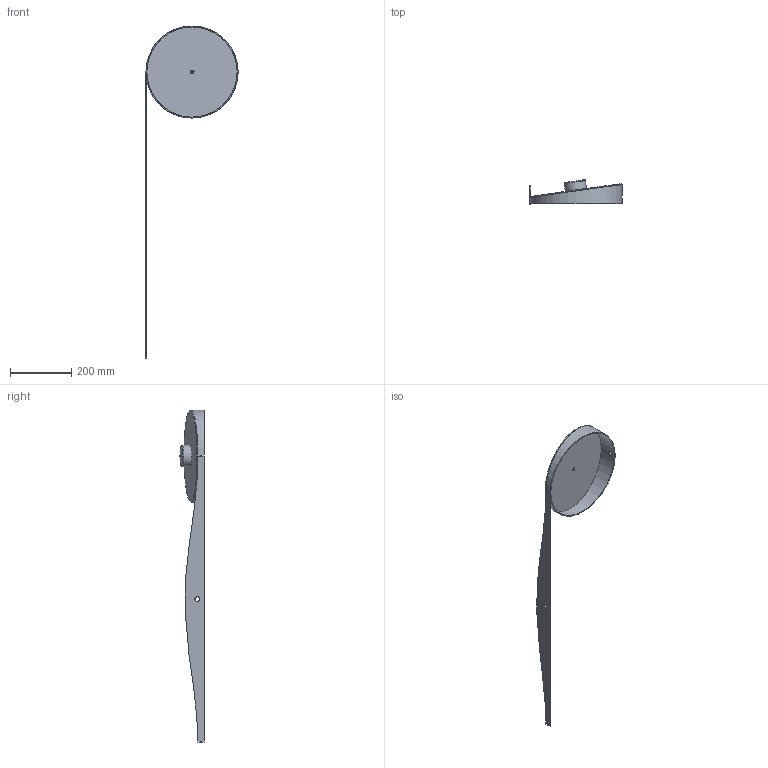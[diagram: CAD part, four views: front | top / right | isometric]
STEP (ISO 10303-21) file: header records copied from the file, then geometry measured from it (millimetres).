
FILE_DESCRIPTION(/* description */ (''),/* implementation_level */ '2;1');
FILE_NAME(/* name */ 'Exhibit Dial Stand v12.step',/* time_stamp */ '2024-05-13T18:07:12+02:00',/* author */ (''),/* organization */ (''),/* preprocessor_version */ 'ST-DEVELOPER v20',/* originating_system */ 'Autodesk Translation Framework v12.20.1.177',/* authorisation */ '');
FILE_SCHEMA (('AUTOMOTIVE_DESIGN { 1 0 10303 214 3 1 1 }'));
Length unit declared in the file: millimetre
Products named in the file (6): Exhibit Dial Stand; Stand Base; Dial; Dial Stand Top Plate; Dial Stand Back Wrap Living Hinge; Dial stand Back Wrap with Tabs
Assembly tree (5 placements, depth 4):
  Exhibit Dial Stand
    Stand Base
      Dial
      Dial Stand Top Plate
      Dial Stand Back Wrap Living Hinge
        Dial stand Back Wrap with Tabs
Bounding box: 300 x 78.32 x 1081.82 mm (x, y, z)
Volume: 472331.5 mm3; surface area: 330048.8 mm2
Topology: 4 solids, 4 shells, 71 faces, 165 edges, 106 vertices
Faces by surface type: plane 35, cylinder 17, bspline 13, torus 6
Full cylindrical faces by diameter (mm): 8 x1, 12.4 x1, 15 x1, 64 x1, 70 x1, 294 x1, 300 x2
Entity records: 2686 total; most frequent: CARTESIAN_POINT 957, ORIENTED_EDGE 330, DIRECTION 322, EDGE_CURVE 165, AXIS2_PLACEMENT_3D 119, VERTEX_POINT 106, LINE 84, VECTOR 84
